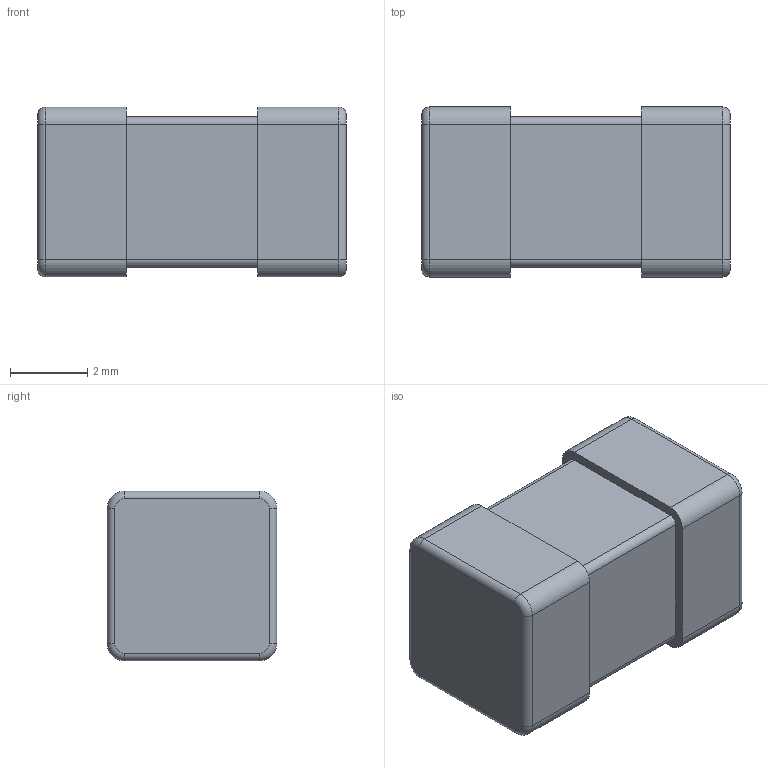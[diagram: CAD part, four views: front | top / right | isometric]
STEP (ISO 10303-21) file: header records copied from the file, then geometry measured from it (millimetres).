
FILE_DESCRIPTION( ( '' ), ' ' );
FILE_NAME( '5acb29b2940a1c0fc3f4ee01.step', '2018-04-09T08:52:39', ( '' ), ( '' ), ' ', ' ', ' ' );
FILE_SCHEMA( ( 'AUTOMOTIVE_DESIGN { 1 0 10303 214 1 1 1 1 }' ) );
Length unit declared in the file: metre
Products named in the file (3): 1; 2; 3
Bounding box: 8 x 4.4 x 4.4 mm (x, y, z)
Volume: 136.5 mm3; surface area: 355.5 mm2
Topology: 3 solids, 3 shells, 64 faces, 152 edges, 96 vertices
Faces by surface type: cylinder 28, plane 28, torus 8
Entity records: 2400 total; most frequent: DIRECTION 350, CARTESIAN_POINT 315, ORIENTED_EDGE 304, EDGE_CURVE 152, AXIS2_PLACEMENT_3D 131, VERTEX_POINT 96, LINE 88, VECTOR 88
